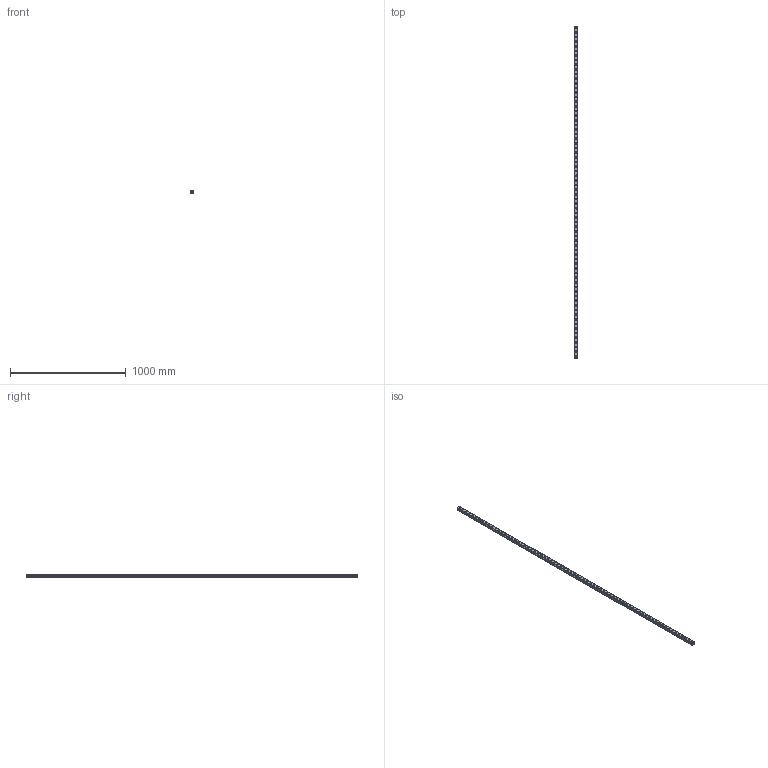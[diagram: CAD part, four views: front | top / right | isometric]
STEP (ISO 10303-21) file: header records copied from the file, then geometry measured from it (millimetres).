
FILE_DESCRIPTION(('STEP AP214'),'1');
FILE_NAME('cctmp_F5939E3E-63B4-4BCB-BDB3-FC60C2898345_2021_03_11_13_15_01_0894..stp','2021-03-11T12:15:02',('HIWIN GmbH'),('CADClick - www.CADClick.com'),'Spatial InterOp 3D',' ','unknown authorization');
FILE_SCHEMA(('AUTOMOTIVE_DESIGN'));
Length unit declared in the file: millimetre
Products named in the file (1): RGR30R2870H_FILE
Bounding box: 28 x 2870 x 28 mm (x, y, z)
Volume: 1646319.5 mm3; surface area: 426003.7 mm2
Topology: 1 solids, 1 shells, 763 faces, 1623 edges, 1082 vertices
Faces by surface type: cylinder 450, plane 313
Entity records: 27105 total; most frequent: DIRECTION 4051, CARTESIAN_POINT 3469, ORIENTED_EDGE 3246, AXIS2_PLACEMENT_3D 1664, EDGE_CURVE 1623, VERTEX_POINT 1082, EDGE_LOOP 983, CIRCLE 900
